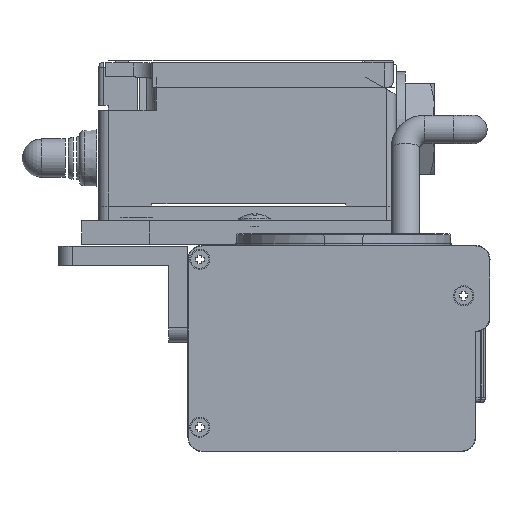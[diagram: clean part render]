
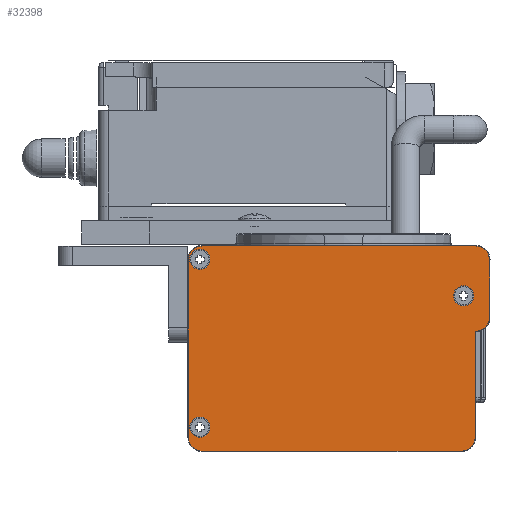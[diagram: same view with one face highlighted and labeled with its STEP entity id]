
A CAD part, front view. The second image highlights one B-rep face of the part: STEP entity #32398.
In plain terms, the highlighted planar face has unit normal (0, -1, 0).
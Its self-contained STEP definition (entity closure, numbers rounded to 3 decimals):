
#1652=FACE_BOUND('',#6356,.T.);
#1653=FACE_BOUND('',#6357,.T.);
#1654=FACE_BOUND('',#6358,.T.);
#2841=PLANE('',#45525);
#4407=FACE_OUTER_BOUND('',#6355,.T.);
#6355=EDGE_LOOP('',(#29890,#29891,#29892,#29893,#29894,#29895,#29896,#29897,
#29898,#29899));
#6356=EDGE_LOOP('',(#29900));
#6357=EDGE_LOOP('',(#29901));
#6358=EDGE_LOOP('',(#29902));
#7463=CIRCLE('',#45526,2.9);
#7464=CIRCLE('',#45527,2.9);
#7465=CIRCLE('',#45528,2.9);
#7466=CIRCLE('',#45529,2.9);
#7467=CIRCLE('',#45530,2.9);
#7468=CIRCLE('',#45531,2.1);
#7469=CIRCLE('',#45532,2.1);
#7470=CIRCLE('',#45533,2.1);
#12607=VERTEX_POINT('',#74908);
#12608=VERTEX_POINT('',#74909);
#12609=VERTEX_POINT('',#74911);
#12610=VERTEX_POINT('',#74913);
#12611=VERTEX_POINT('',#74915);
#12612=VERTEX_POINT('',#74917);
#12613=VERTEX_POINT('',#74919);
#12614=VERTEX_POINT('',#74921);
#12615=VERTEX_POINT('',#74923);
#12616=VERTEX_POINT('',#74925);
#12617=VERTEX_POINT('',#74928);
#12618=VERTEX_POINT('',#74930);
#12619=VERTEX_POINT('',#74932);
#19441=EDGE_CURVE('',#12607,#12608,#7463,.T.);
#19442=EDGE_CURVE('',#12608,#12609,#37592,.T.);
#19443=EDGE_CURVE('',#12609,#12610,#7464,.T.);
#19444=EDGE_CURVE('',#12610,#12611,#37593,.T.);
#19445=EDGE_CURVE('',#12611,#12612,#7465,.T.);
#19446=EDGE_CURVE('',#12612,#12613,#37594,.T.);
#19447=EDGE_CURVE('',#12613,#12614,#7466,.T.);
#19448=EDGE_CURVE('',#12614,#12615,#37595,.T.);
#19449=EDGE_CURVE('',#12615,#12616,#7467,.T.);
#19450=EDGE_CURVE('',#12616,#12607,#37596,.T.);
#19451=EDGE_CURVE('',#12617,#12617,#7468,.T.);
#19452=EDGE_CURVE('',#12618,#12618,#7469,.T.);
#19453=EDGE_CURVE('',#12619,#12619,#7470,.T.);
#29890=ORIENTED_EDGE('',*,*,#19441,.T.);
#29891=ORIENTED_EDGE('',*,*,#19442,.T.);
#29892=ORIENTED_EDGE('',*,*,#19443,.T.);
#29893=ORIENTED_EDGE('',*,*,#19444,.T.);
#29894=ORIENTED_EDGE('',*,*,#19445,.T.);
#29895=ORIENTED_EDGE('',*,*,#19446,.T.);
#29896=ORIENTED_EDGE('',*,*,#19447,.T.);
#29897=ORIENTED_EDGE('',*,*,#19448,.T.);
#29898=ORIENTED_EDGE('',*,*,#19449,.T.);
#29899=ORIENTED_EDGE('',*,*,#19450,.T.);
#29900=ORIENTED_EDGE('',*,*,#19451,.F.);
#29901=ORIENTED_EDGE('',*,*,#19452,.F.);
#29902=ORIENTED_EDGE('',*,*,#19453,.F.);
#32398=ADVANCED_FACE('',(#4407,#1652,#1653,#1654),#2841,.F.);
#37592=LINE('',#74912,#42805);
#37593=LINE('',#74916,#42806);
#37594=LINE('',#74920,#42807);
#37595=LINE('',#74924,#42808);
#37596=LINE('',#74927,#42809);
#42805=VECTOR('',#55590,12.);
#42806=VECTOR('',#55593,57.);
#42807=VECTOR('',#55596,37.);
#42808=VECTOR('',#55599,54.);
#42809=VECTOR('',#55602,22.102);
#45525=AXIS2_PLACEMENT_3D('',#74907,#55586,#55587);
#45526=AXIS2_PLACEMENT_3D('',#74910,#55588,#55589);
#45527=AXIS2_PLACEMENT_3D('',#74914,#55591,#55592);
#45528=AXIS2_PLACEMENT_3D('',#74918,#55594,#55595);
#45529=AXIS2_PLACEMENT_3D('',#74922,#55597,#55598);
#45530=AXIS2_PLACEMENT_3D('',#74926,#55600,#55601);
#45531=AXIS2_PLACEMENT_3D('',#74929,#55603,#55604);
#45532=AXIS2_PLACEMENT_3D('',#74931,#55605,#55606);
#45533=AXIS2_PLACEMENT_3D('',#74933,#55607,#55608);
#55586=DIRECTION('center_axis',(0.,1.,0.));
#55587=DIRECTION('ref_axis',(-1.,0.,0.));
#55588=DIRECTION('center_axis',(0.,-1.,0.));
#55589=DIRECTION('ref_axis',(0.707,0.,-0.707));
#55590=DIRECTION('',(0.,0.,1.));
#55591=DIRECTION('center_axis',(0.,-1.,0.));
#55592=DIRECTION('ref_axis',(0.707,0.,0.707));
#55593=DIRECTION('',(-1.,0.,0.));
#55594=DIRECTION('center_axis',(0.,-1.,0.));
#55595=DIRECTION('ref_axis',(-0.707,0.,0.707));
#55596=DIRECTION('',(0.,0.,-1.));
#55597=DIRECTION('center_axis',(0.,-1.,0.));
#55598=DIRECTION('ref_axis',(-0.707,0.,-0.707));
#55599=DIRECTION('',(1.,0.,0.));
#55600=DIRECTION('center_axis',(0.,-1.,0.));
#55601=DIRECTION('ref_axis',(0.707,0.,-0.707));
#55602=DIRECTION('',(0.,0.,1.));
#55603=DIRECTION('center_axis',(0.,-1.,0.));
#55604=DIRECTION('ref_axis',(-1.,0.,0.));
#55605=DIRECTION('center_axis',(0.,-1.,0.));
#55606=DIRECTION('ref_axis',(-1.,0.,0.));
#55607=DIRECTION('center_axis',(0.,-1.,0.));
#55608=DIRECTION('ref_axis',(-1.,0.,0.));
#74907=CARTESIAN_POINT('Origin',(0.,-52.,-13.402));
#74908=CARTESIAN_POINT('',(29.9,-52.,-9.8));
#74909=CARTESIAN_POINT('',(32.9,-52.,-6.902));
#74910=CARTESIAN_POINT('Origin',(30.,-52.,-6.902));
#74911=CARTESIAN_POINT('',(32.9,-52.,5.098));
#74912=CARTESIAN_POINT('',(32.9,-52.,-11.652));
#74913=CARTESIAN_POINT('',(30.,-52.,7.998));
#74914=CARTESIAN_POINT('Origin',(30.,-52.,5.098));
#74915=CARTESIAN_POINT('',(-27.,-52.,7.998));
#74916=CARTESIAN_POINT('',(-15.,-52.,7.998));
#74917=CARTESIAN_POINT('',(-29.9,-52.,5.098));
#74918=CARTESIAN_POINT('Origin',(-27.,-52.,5.098));
#74919=CARTESIAN_POINT('',(-29.9,-52.,-31.902));
#74920=CARTESIAN_POINT('',(-29.9,-52.,-24.152));
#74921=CARTESIAN_POINT('',(-27.,-52.,-34.802));
#74922=CARTESIAN_POINT('Origin',(-27.,-52.,-31.902));
#74923=CARTESIAN_POINT('',(27.,-52.,-34.802));
#74924=CARTESIAN_POINT('',(15.,-52.,-34.802));
#74925=CARTESIAN_POINT('',(29.9,-52.,-31.902));
#74926=CARTESIAN_POINT('Origin',(27.,-52.,-31.902));
#74927=CARTESIAN_POINT('',(29.9,-52.,-2.652));
#74928=CARTESIAN_POINT('',(-29.6,-52.,-29.802));
#74929=CARTESIAN_POINT('Origin',(-27.5,-52.,-29.802));
#74930=CARTESIAN_POINT('',(25.4,-52.,-2.402));
#74931=CARTESIAN_POINT('Origin',(27.5,-52.,-2.402));
#74932=CARTESIAN_POINT('',(-29.6,-52.,5.198));
#74933=CARTESIAN_POINT('Origin',(-27.5,-52.,5.198));
